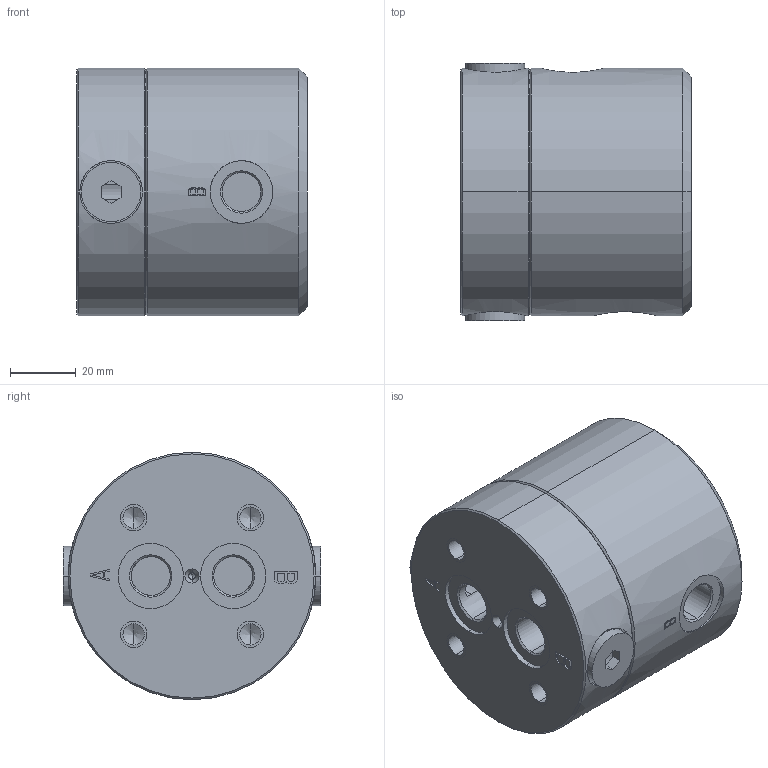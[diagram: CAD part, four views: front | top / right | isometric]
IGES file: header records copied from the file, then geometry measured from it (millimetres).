
Start section:  PTC IGES file: ilcmv43296200.igs
Global section: file name: ilcmv43296200.igs; native system: Creo Parametric by Parametric Technology Corporation; preprocessor: 2017170; author: Mjust; organization: Unknown; date: 20200806.112905; units: inch
Bounding box: 70 x 77.99 x 75 mm (x, y, z)
Surface area: 37152 mm2 (no closed solid volume)
Topology: 0 solids, 0 shells, 280 faces, 1924 edges, 2396 vertices
Faces by surface type: bspline 151, revolution 129
